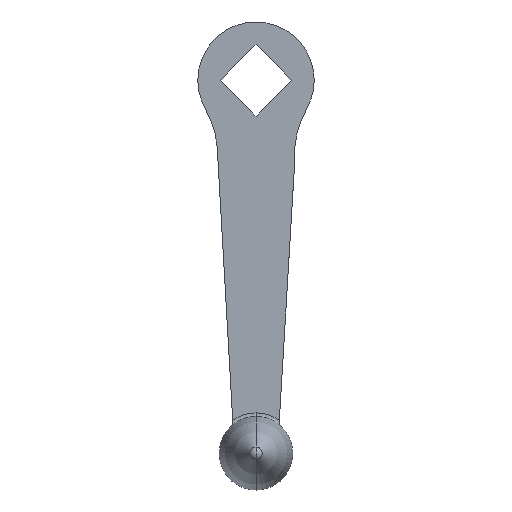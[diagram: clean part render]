
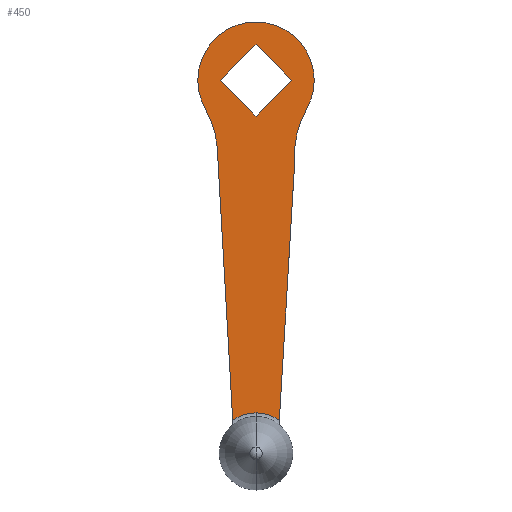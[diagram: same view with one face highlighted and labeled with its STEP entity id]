
A CAD part, front view. The second image highlights one B-rep face of the part: STEP entity #450.
In plain terms, the highlighted planar face has unit normal (0, -1, 0).
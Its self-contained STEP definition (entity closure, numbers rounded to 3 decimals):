
#188=EDGE_CURVE('',#432,#280,#524,.T.);
#218=VERTEX_POINT('',#556);
#238=EDGE_CURVE('',#268,#458,#581,.T.);
#268=VERTEX_POINT('',#616);
#274=EDGE_CURVE('',#268,#432,#622,.T.);
#280=VERTEX_POINT('',#629);
#348=EDGE_CURVE('',#218,#406,#702,.T.);
#372=VERTEX_POINT('',#727);
#388=EDGE_CURVE('',#448,#372,#748,.T.);
#406=VERTEX_POINT('',#767);
#418=EDGE_CURVE('',#280,#448,#780,.T.);
#432=VERTEX_POINT('',#796);
#446=EDGE_CURVE('',#458,#406,#813,.T.);
#448=VERTEX_POINT('',#815);
#450=ADVANCED_FACE('',(#817,#818),#819,.F.);
#454=EDGE_CURVE('',#372,#218,#823,.T.);
#456=EDGE_CURVE('',#478,#466,#825,.T.);
#458=VERTEX_POINT('',#827);
#464=EDGE_CURVE('',#466,#480,#834,.T.);
#466=VERTEX_POINT('',#836);
#470=EDGE_CURVE('',#480,#490,#840,.T.);
#478=VERTEX_POINT('',#848);
#480=VERTEX_POINT('',#850);
#484=EDGE_CURVE('',#490,#478,#854,.T.);
#490=VERTEX_POINT('',#861);
#524=CIRCLE('',#891,30.);
#556=CARTESIAN_POINT('',(13.0,-34.0,-26.918));
#581=CIRCLE('',#968,13.5);
#616=CARTESIAN_POINT('',(-7.795,-34.0,-113.978));
#622=LINE('',#1018,#1019);
#629=CARTESIAN_POINT('',(-16.906,-34.0,-9.718));
#702=LINE('',#1122,#1123);
#727=CARTESIAN_POINT('',(16.906,-34.0,-9.718));
#748=CIRCLE('',#1181,19.5);
#767=CARTESIAN_POINT('',(7.809,-34.0,-113.988));
#780=CIRCLE('',#1245,19.5);
#796=CARTESIAN_POINT('',(-13.0,-34.0,-22.418));
#813=CIRCLE('',#1287,13.5);
#815=CARTESIAN_POINT('',(-16.906,-34.0,9.718));
#817=FACE_OUTER_BOUND('',#1291,.T.);
#818=FACE_BOUND('',#1292,.T.);
#819=PLANE('',#1293);
#823=CIRCLE('',#1299,30.);
#825=LINE('',#1302,#1303);
#827=CARTESIAN_POINT('',(0.,-34.0,-111.5));
#834=LINE('',#1333,#1334);
#836=CARTESIAN_POINT('',(12.021,-34.0,0.));
#840=LINE('',#1342,#1343);
#848=CARTESIAN_POINT('',(0.,-34.0,-12.021));
#850=CARTESIAN_POINT('',(0.,-34.0,12.021));
#854=LINE('',#1360,#1361);
#861=CARTESIAN_POINT('',(-12.021,-34.0,0.));
#891=AXIS2_PLACEMENT_3D('',#1393,#1394,#1395);
#968=AXIS2_PLACEMENT_3D('',#1463,#1464,#1465);
#1018=CARTESIAN_POINT('',(-9.972,-34.0,-75.688));
#1019=VECTOR('',#1509,1.0);
#1122=CARTESIAN_POINT('',(12.841,-34.0,-29.587));
#1123=VECTOR('',#1598,1.0);
#1181=AXIS2_PLACEMENT_3D('',#1667,#1668,#1669);
#1245=AXIS2_PLACEMENT_3D('',#1698,#1699,#1700);
#1287=AXIS2_PLACEMENT_3D('',#1752,#1753,#1754);
#1291=EDGE_LOOP('',(#1756,#1757,#1758,#1759,#1760,#1761,#1762,#1763));
#1292=EDGE_LOOP('',(#1764,#1765,#1766,#1767));
#1293=AXIS2_PLACEMENT_3D('',#1768,#1769,#1770);
#1299=AXIS2_PLACEMENT_3D('',#1774,#1775,#1776);
#1302=CARTESIAN_POINT('',(1.141,-34.0,-10.88));
#1303=VECTOR('',#1777,1.0);
#1333=CARTESIAN_POINT('',(10.88,-34.0,1.141));
#1334=VECTOR('',#1787,1.0);
#1342=CARTESIAN_POINT('',(-16.891,-34.0,-4.87));
#1343=VECTOR('',#1791,1.0);
#1360=CARTESIAN_POINT('',(4.87,-34.0,-16.891));
#1361=VECTOR('',#1798,1.0);
#1393=CARTESIAN_POINT('',(-42.915,-34.0,-24.668));
#1394=DIRECTION('',(0.0,-1.0,0.0));
#1395=DIRECTION('',(0.867,0.0,0.498));
#1463=CARTESIAN_POINT('',(0.,-34.0,-125.0));
#1464=DIRECTION('',(-0.0,1.0,0.0));
#1465=DIRECTION('',(0.,0.0,1.0));
#1509=DIRECTION('',(-0.057,0.0,0.998));
#1598=DIRECTION('',(-0.06,0.0,-0.998));
#1667=CARTESIAN_POINT('',(0.0,-34.0,0.));
#1668=DIRECTION('',(0.0,1.0,0.0));
#1669=DIRECTION('',(0.867,0.0,-0.498));
#1698=CARTESIAN_POINT('',(0.0,-34.0,0.));
#1699=DIRECTION('',(0.0,1.0,0.0));
#1700=DIRECTION('',(0.867,0.0,-0.498));
#1752=CARTESIAN_POINT('',(0.,-34.0,-125.0));
#1753=DIRECTION('',(-0.0,1.0,0.0));
#1754=DIRECTION('',(0.,0.0,1.0));
#1756=ORIENTED_EDGE('',*,*,#274,.F.);
#1757=ORIENTED_EDGE('',*,*,#238,.T.);
#1758=ORIENTED_EDGE('',*,*,#446,.T.);
#1759=ORIENTED_EDGE('',*,*,#348,.F.);
#1760=ORIENTED_EDGE('',*,*,#454,.F.);
#1761=ORIENTED_EDGE('',*,*,#388,.F.);
#1762=ORIENTED_EDGE('',*,*,#418,.F.);
#1763=ORIENTED_EDGE('',*,*,#188,.F.);
#1764=ORIENTED_EDGE('',*,*,#484,.F.);
#1765=ORIENTED_EDGE('',*,*,#470,.F.);
#1766=ORIENTED_EDGE('',*,*,#464,.F.);
#1767=ORIENTED_EDGE('',*,*,#456,.F.);
#1768=CARTESIAN_POINT('',(0.,-34.0,-31.5));
#1769=DIRECTION('',(-0.0,1.0,0.0));
#1770=DIRECTION('',(0.,0.0,1.0));
#1774=CARTESIAN_POINT('',(42.915,-34.0,-24.668));
#1775=DIRECTION('',(0.0,-1.0,-0.0));
#1776=DIRECTION('',(-0.997,0.0,-0.075));
#1777=DIRECTION('',(0.707,0.0,0.707));
#1787=DIRECTION('',(-0.707,0.0,0.707));
#1791=DIRECTION('',(-0.707,0.0,-0.707));
#1798=DIRECTION('',(0.707,0.0,-0.707));
